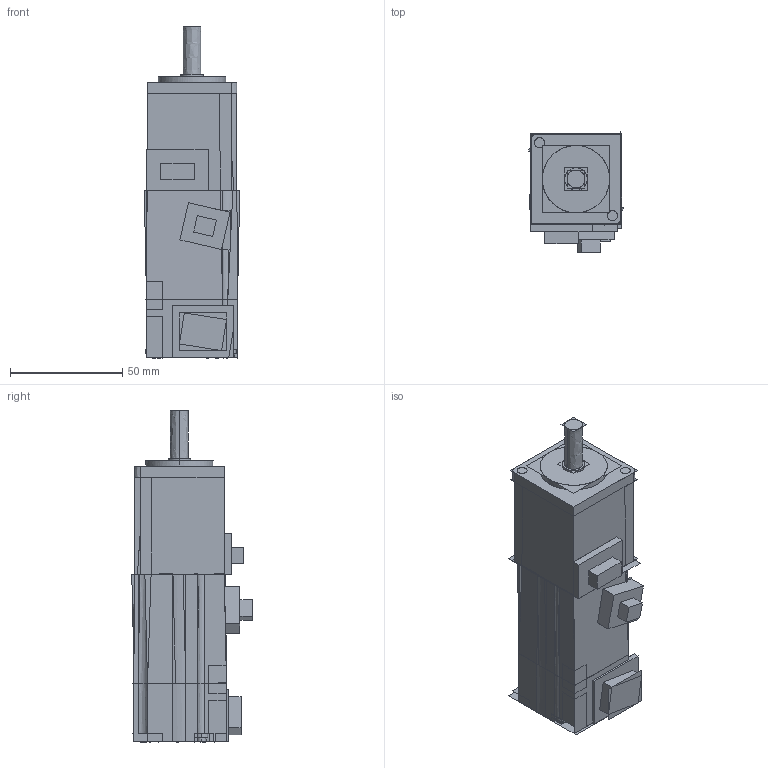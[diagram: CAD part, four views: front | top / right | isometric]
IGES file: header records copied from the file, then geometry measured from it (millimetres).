
Start section:  PTC IGES file: hg-kr13b_.igs
Global section: file name: hg-kr13b_.igs; native system: Pro/ENGINEER by Parametric Technology Corporation; preprocessor: 2009400; author: FJ93736; organization: Unknown; date: 20110923.164031; units: millimetre
Bounding box: 42.57 x 53.73 x 148 mm (x, y, z)
Surface area: 1764319.5 mm2
Topology: 1 solids, 1 shells, 390 faces, 2256 edges, 3065 vertices
Faces by surface type: bspline 390
